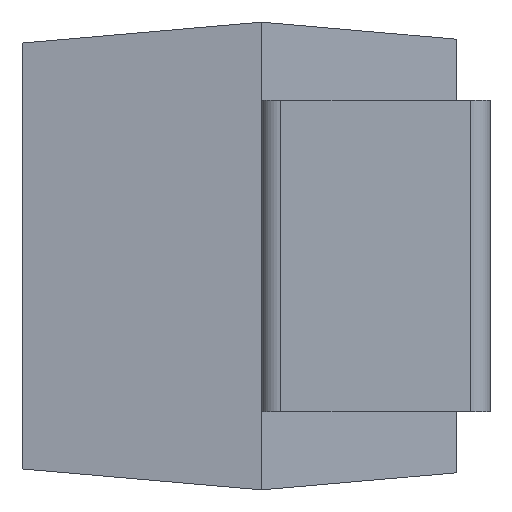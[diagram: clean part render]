
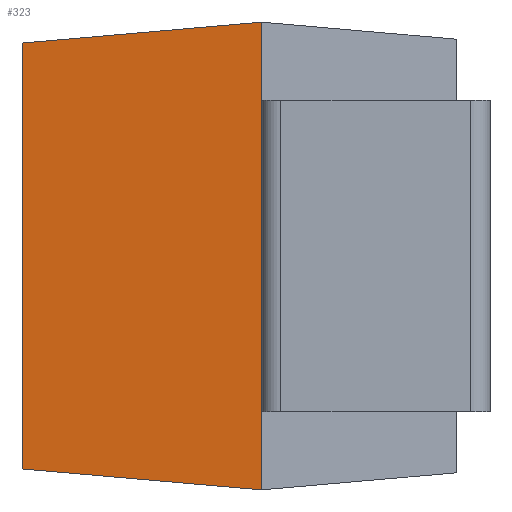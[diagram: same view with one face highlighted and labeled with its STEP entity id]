
A CAD part, left-side view. The second image highlights one B-rep face of the part: STEP entity #323.
In plain terms, the highlighted face is planar.
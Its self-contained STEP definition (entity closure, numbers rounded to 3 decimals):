
#58 = DIRECTION ( 'NONE',  ( 0.087, -0.992, 0.087 ) ) ;
#133 = DIRECTION ( 'NONE',  ( 0., 0., -1. ) ) ;
#244 = CARTESIAN_POINT ( 'NONE',  ( 1.49, 0.92, 0.9 ) ) ;
#323 = ADVANCED_FACE ( 'NONE', ( #1377 ), #3309, .T. ) ;
#437 = ORIENTED_EDGE ( 'NONE', *, *, #1223, .F. ) ;
#663 = LINE ( 'NONE', #3148, #2663 ) ;
#750 = EDGE_CURVE ( 'NONE', #3096, #2018, #2388, .T. ) ;
#948 = LINE ( 'NONE', #3414, #3673 ) ;
#1223 = EDGE_CURVE ( 'NONE', #1389, #2824, #663, .T. ) ;
#1249 = VECTOR ( 'NONE', #2309, 1000. ) ;
#1340 = ORIENTED_EDGE ( 'NONE', *, *, #2911, .T. ) ;
#1377 = FACE_OUTER_BOUND ( 'NONE', #1490, .T. ) ;
#1381 = AXIS2_PLACEMENT_3D ( 'NONE', #2380, #1548, #2038 ) ;
#1389 = VERTEX_POINT ( 'NONE', #1663 ) ;
#1490 = EDGE_LOOP ( 'NONE', ( #1340, #437, #3088, #2634 ) ) ;
#1548 = DIRECTION ( 'NONE',  ( 0.996, 0.087, 0. ) ) ;
#1663 = CARTESIAN_POINT ( 'NONE',  ( 1.49, 0.92, -0.82 ) ) ;
#2006 = CARTESIAN_POINT ( 'NONE',  ( 1.57, 0., 0.9 ) ) ;
#2018 = VERTEX_POINT ( 'NONE', #2006 ) ;
#2035 = LINE ( 'NONE', #244, #1249 ) ;
#2038 = DIRECTION ( 'NONE',  ( -0.087, 0.996, 0. ) ) ;
#2059 = VECTOR ( 'NONE', #58, 1000. ) ;
#2309 = DIRECTION ( 'NONE',  ( 0., 0., -1. ) ) ;
#2380 = CARTESIAN_POINT ( 'NONE',  ( 1.57, 0., 0.9 ) ) ;
#2388 = LINE ( 'NONE', #3716, #2059 ) ;
#2634 = ORIENTED_EDGE ( 'NONE', *, *, #750, .T. ) ;
#2663 = VECTOR ( 'NONE', #2851, 1000. ) ;
#2759 = EDGE_CURVE ( 'NONE', #3096, #1389, #2035, .T. ) ;
#2824 = VERTEX_POINT ( 'NONE', #3131 ) ;
#2851 = DIRECTION ( 'NONE',  ( 0.087, -0.992, -0.087 ) ) ;
#2906 = CARTESIAN_POINT ( 'NONE',  ( 1.49, 0.92, 0.82 ) ) ;
#2911 = EDGE_CURVE ( 'NONE', #2018, #2824, #948, .T. ) ;
#3088 = ORIENTED_EDGE ( 'NONE', *, *, #2759, .F. ) ;
#3096 = VERTEX_POINT ( 'NONE', #2906 ) ;
#3131 = CARTESIAN_POINT ( 'NONE',  ( 1.57, 0., -0.9 ) ) ;
#3148 = CARTESIAN_POINT ( 'NONE',  ( 1.57, 0., -0.9 ) ) ;
#3309 = PLANE ( 'NONE',  #1381 ) ;
#3414 = CARTESIAN_POINT ( 'NONE',  ( 1.57, 0., 0.9 ) ) ;
#3673 = VECTOR ( 'NONE', #133, 1000. ) ;
#3716 = CARTESIAN_POINT ( 'NONE',  ( 1.57, 0., 0.9 ) ) ;
